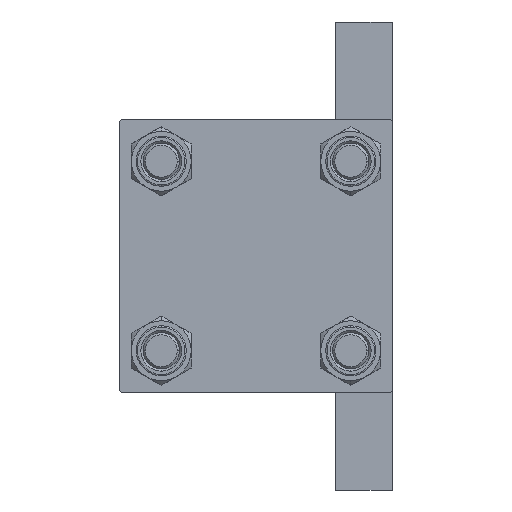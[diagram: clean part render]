
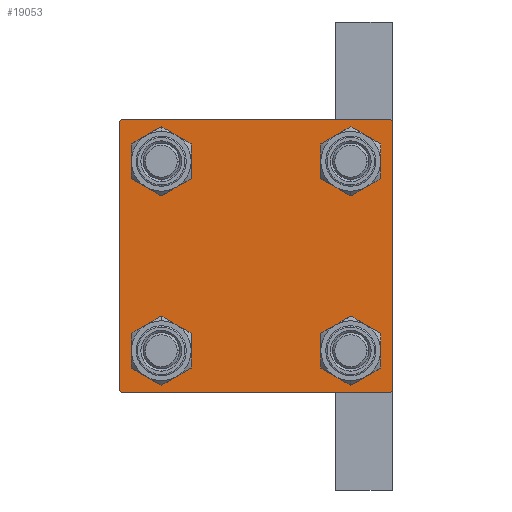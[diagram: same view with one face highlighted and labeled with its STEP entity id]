
A CAD part, left-side view. The second image highlights one B-rep face of the part: STEP entity #19053.
In plain terms, the highlighted planar face has unit normal (-1, 0, 0).
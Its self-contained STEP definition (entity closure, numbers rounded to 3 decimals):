
#279 = AXIS2_PLACEMENT_3D ( 'NONE', #29497, #6493, #2526 ) ;
#700 = DIRECTION ( 'NONE',  ( 0., -0.707, 0.707 ) ) ;
#1348 = CARTESIAN_POINT ( 'NONE',  ( 0., -30., 29.5 ) ) ;
#1866 = CIRCLE ( 'NONE', #279, 4.5 ) ;
#2526 = DIRECTION ( 'NONE',  ( 0., 0., 1. ) ) ;
#3183 = EDGE_CURVE ( 'NONE', #34318, #36029, #28523, .T. ) ;
#3207 = DIRECTION ( 'NONE',  ( 0., 0., 1. ) ) ;
#3352 = VECTOR ( 'NONE', #41411, 1000. ) ;
#3623 = DIRECTION ( 'NONE',  ( 0., -0.707, -0.707 ) ) ;
#5168 = CARTESIAN_POINT ( 'NONE',  ( 0., 30., 29.5 ) ) ;
#5444 = AXIS2_PLACEMENT_3D ( 'NONE', #21257, #9626, #36344 ) ;
#6073 = EDGE_CURVE ( 'NONE', #42461, #15705, #21988, .T. ) ;
#6165 = VERTEX_POINT ( 'NONE', #17267 ) ;
#6493 = DIRECTION ( 'NONE',  ( 1., 0., 0. ) ) ;
#6681 = DIRECTION ( 'NONE',  ( 0., 0.707, 0.707 ) ) ;
#7442 = DIRECTION ( 'NONE',  ( 1., 0., 0. ) ) ;
#7512 = CARTESIAN_POINT ( 'NONE',  ( 0., 20.85, 16.35 ) ) ;
#7750 = LINE ( 'NONE', #11708, #3352 ) ;
#8113 = ORIENTED_EDGE ( 'NONE', *, *, #44525, .T. ) ;
#8160 = ORIENTED_EDGE ( 'NONE', *, *, #24135, .F. ) ;
#8204 = EDGE_CURVE ( 'NONE', #9287, #9439, #42593, .T. ) ;
#8873 = ORIENTED_EDGE ( 'NONE', *, *, #23613, .T. ) ;
#8905 = CARTESIAN_POINT ( 'NONE',  ( 0., -29.5, -30. ) ) ;
#9287 = VERTEX_POINT ( 'NONE', #15785 ) ;
#9439 = VERTEX_POINT ( 'NONE', #19927 ) ;
#9626 = DIRECTION ( 'NONE',  ( 1., 0., 0. ) ) ;
#9696 = VERTEX_POINT ( 'NONE', #8905 ) ;
#9775 = VECTOR ( 'NONE', #44331, 1000. ) ;
#10281 = AXIS2_PLACEMENT_3D ( 'NONE', #13810, #28899, #43980 ) ;
#10595 = EDGE_LOOP ( 'NONE', ( #46441, #22284, #37851, #8873, #30521, #33963, #8160, #8113 ) ) ;
#10797 = CIRCLE ( 'NONE', #28159, 4.5 ) ;
#10812 = LINE ( 'NONE', #37281, #23820 ) ;
#11555 = CARTESIAN_POINT ( 'NONE',  ( 0., -29.5, 30. ) ) ;
#11708 = CARTESIAN_POINT ( 'NONE',  ( 0., 30., 30. ) ) ;
#12311 = LINE ( 'NONE', #26439, #38073 ) ;
#12623 = AXIS2_PLACEMENT_3D ( 'NONE', #48703, #14811, #45241 ) ;
#12851 = ORIENTED_EDGE ( 'NONE', *, *, #8204, .T. ) ;
#12940 = CARTESIAN_POINT ( 'NONE',  ( 0., -30., 30. ) ) ;
#13664 = LINE ( 'NONE', #25042, #9775 ) ;
#13810 = CARTESIAN_POINT ( 'NONE',  ( 0., 0., 0. ) ) ;
#14338 = CARTESIAN_POINT ( 'NONE',  ( 0., -29.75, 29.75 ) ) ;
#14811 = DIRECTION ( 'NONE',  ( 1., 0., 0. ) ) ;
#15476 = ORIENTED_EDGE ( 'NONE', *, *, #25157, .T. ) ;
#15705 = VERTEX_POINT ( 'NONE', #21665 ) ;
#15785 = CARTESIAN_POINT ( 'NONE',  ( 0., -20.85, -25.35 ) ) ;
#15891 = CARTESIAN_POINT ( 'NONE',  ( 0., 30., -29.5 ) ) ;
#16220 = CARTESIAN_POINT ( 'NONE',  ( 0., -20.85, 20.85 ) ) ;
#16478 = VECTOR ( 'NONE', #44103, 1000. ) ;
#16562 = VERTEX_POINT ( 'NONE', #11555 ) ;
#17187 = DIRECTION ( 'NONE',  ( 1., 0., 0. ) ) ;
#17267 = CARTESIAN_POINT ( 'NONE',  ( 0., -30., -29.5 ) ) ;
#17517 = FACE_BOUND ( 'NONE', #25187, .T. ) ;
#17555 = EDGE_CURVE ( 'NONE', #35808, #6165, #24557, .T. ) ;
#18209 = VECTOR ( 'NONE', #20052, 1000. ) ;
#19053 = ADVANCED_FACE ( 'NONE', ( #17517, #32614, #25434, #47701, #29142 ), #44228, .T. ) ;
#19800 = LINE ( 'NONE', #27220, #18209 ) ;
#19927 = CARTESIAN_POINT ( 'NONE',  ( 0., -20.85, -16.35 ) ) ;
#19990 = CIRCLE ( 'NONE', #31829, 4.5 ) ;
#20052 = DIRECTION ( 'NONE',  ( 0., 0.707, -0.707 ) ) ;
#20405 = CARTESIAN_POINT ( 'NONE',  ( 0., -20.85, 16.35 ) ) ;
#20711 = AXIS2_PLACEMENT_3D ( 'NONE', #16220, #17187, #47366 ) ;
#21257 = CARTESIAN_POINT ( 'NONE',  ( 0., -20.85, -20.85 ) ) ;
#21665 = CARTESIAN_POINT ( 'NONE',  ( 0., 20.85, 25.35 ) ) ;
#21811 = EDGE_LOOP ( 'NONE', ( #15476, #12851 ) ) ;
#21988 = CIRCLE ( 'NONE', #28291, 4.5 ) ;
#22020 = CARTESIAN_POINT ( 'NONE',  ( 0., 20.85, 20.85 ) ) ;
#22284 = ORIENTED_EDGE ( 'NONE', *, *, #46916, .T. ) ;
#23078 = ORIENTED_EDGE ( 'NONE', *, *, #6073, .T. ) ;
#23613 = EDGE_CURVE ( 'NONE', #9696, #6165, #12311, .T. ) ;
#23820 = VECTOR ( 'NONE', #3623, 1000. ) ;
#24135 = EDGE_CURVE ( 'NONE', #26590, #16562, #7750, .T. ) ;
#24140 = CIRCLE ( 'NONE', #46250, 4.5 ) ;
#24316 = DIRECTION ( 'NONE',  ( 0., 0., -1. ) ) ;
#24557 = LINE ( 'NONE', #12940, #47387 ) ;
#25042 = CARTESIAN_POINT ( 'NONE',  ( 0., 30., -30. ) ) ;
#25157 = EDGE_CURVE ( 'NONE', #9439, #9287, #19990, .T. ) ;
#25187 = EDGE_LOOP ( 'NONE', ( #31112, #33551 ) ) ;
#25434 = FACE_BOUND ( 'NONE', #32216, .T. ) ;
#26234 = CARTESIAN_POINT ( 'NONE',  ( 0., 20.85, -20.85 ) ) ;
#26439 = CARTESIAN_POINT ( 'NONE',  ( 0., -29.75, -29.75 ) ) ;
#26590 = VERTEX_POINT ( 'NONE', #35495 ) ;
#26807 = DIRECTION ( 'NONE',  ( 1., 0., 0. ) ) ;
#27220 = CARTESIAN_POINT ( 'NONE',  ( 0., 29.75, 29.75 ) ) ;
#28159 = AXIS2_PLACEMENT_3D ( 'NONE', #29994, #34196, #41367 ) ;
#28291 = AXIS2_PLACEMENT_3D ( 'NONE', #22020, #37103, #3207 ) ;
#28523 = LINE ( 'NONE', #28778, #16478 ) ;
#28778 = CARTESIAN_POINT ( 'NONE',  ( 0., 30., 30. ) ) ;
#28899 = DIRECTION ( 'NONE',  ( -1., 0., 0. ) ) ;
#29142 = FACE_OUTER_BOUND ( 'NONE', #10595, .T. ) ;
#29497 = CARTESIAN_POINT ( 'NONE',  ( 0., -20.85, 20.85 ) ) ;
#29994 = CARTESIAN_POINT ( 'NONE',  ( 0., 20.85, -20.85 ) ) ;
#30389 = VERTEX_POINT ( 'NONE', #20405 ) ;
#30521 = ORIENTED_EDGE ( 'NONE', *, *, #17555, .F. ) ;
#30737 = EDGE_CURVE ( 'NONE', #33359, #9696, #13664, .T. ) ;
#30784 = EDGE_CURVE ( 'NONE', #30389, #31188, #1866, .T. ) ;
#31112 = ORIENTED_EDGE ( 'NONE', *, *, #47711, .T. ) ;
#31188 = VERTEX_POINT ( 'NONE', #37431 ) ;
#31829 = AXIS2_PLACEMENT_3D ( 'NONE', #37950, #26807, #33752 ) ;
#32216 = EDGE_LOOP ( 'NONE', ( #34616, #36095 ) ) ;
#32583 = CIRCLE ( 'NONE', #20711, 4.5 ) ;
#32614 = FACE_BOUND ( 'NONE', #21811, .T. ) ;
#33189 = CIRCLE ( 'NONE', #12623, 4.5 ) ;
#33359 = VERTEX_POINT ( 'NONE', #45477 ) ;
#33551 = ORIENTED_EDGE ( 'NONE', *, *, #30784, .T. ) ;
#33752 = DIRECTION ( 'NONE',  ( 0., 0., 1. ) ) ;
#33963 = ORIENTED_EDGE ( 'NONE', *, *, #45588, .T. ) ;
#34196 = DIRECTION ( 'NONE',  ( 1., 0., 0. ) ) ;
#34318 = VERTEX_POINT ( 'NONE', #5168 ) ;
#34616 = ORIENTED_EDGE ( 'NONE', *, *, #38223, .T. ) ;
#35461 = EDGE_CURVE ( 'NONE', #39299, #46259, #24140, .T. ) ;
#35495 = CARTESIAN_POINT ( 'NONE',  ( 0., 29.5, 30. ) ) ;
#35808 = VERTEX_POINT ( 'NONE', #1348 ) ;
#36029 = VERTEX_POINT ( 'NONE', #15891 ) ;
#36095 = ORIENTED_EDGE ( 'NONE', *, *, #35461, .T. ) ;
#36344 = DIRECTION ( 'NONE',  ( 0., 0., 1. ) ) ;
#36399 = DIRECTION ( 'NONE',  ( 0., 0., 1. ) ) ;
#37103 = DIRECTION ( 'NONE',  ( 1., 0., 0. ) ) ;
#37281 = CARTESIAN_POINT ( 'NONE',  ( 0., 29.75, -29.75 ) ) ;
#37431 = CARTESIAN_POINT ( 'NONE',  ( 0., -20.85, 25.35 ) ) ;
#37851 = ORIENTED_EDGE ( 'NONE', *, *, #30737, .T. ) ;
#37950 = CARTESIAN_POINT ( 'NONE',  ( 0., -20.85, -20.85 ) ) ;
#38073 = VECTOR ( 'NONE', #700, 1000. ) ;
#38223 = EDGE_CURVE ( 'NONE', #46259, #39299, #10797, .T. ) ;
#39299 = VERTEX_POINT ( 'NONE', #42493 ) ;
#41367 = DIRECTION ( 'NONE',  ( 0., 0., 1. ) ) ;
#41411 = DIRECTION ( 'NONE',  ( 0., -1., 0. ) ) ;
#41936 = VECTOR ( 'NONE', #6681, 1000. ) ;
#42461 = VERTEX_POINT ( 'NONE', #7512 ) ;
#42493 = CARTESIAN_POINT ( 'NONE',  ( 0., 20.85, -25.35 ) ) ;
#42593 = CIRCLE ( 'NONE', #5444, 4.5 ) ;
#42989 = EDGE_CURVE ( 'NONE', #15705, #42461, #33189, .T. ) ;
#43491 = EDGE_LOOP ( 'NONE', ( #47453, #23078 ) ) ;
#43980 = DIRECTION ( 'NONE',  ( 0., 0., 1. ) ) ;
#44103 = DIRECTION ( 'NONE',  ( 0., 0., -1. ) ) ;
#44228 = PLANE ( 'NONE',  #10281 ) ;
#44331 = DIRECTION ( 'NONE',  ( 0., -1., 0. ) ) ;
#44525 = EDGE_CURVE ( 'NONE', #26590, #34318, #19800, .T. ) ;
#45241 = DIRECTION ( 'NONE',  ( 0., 0., 1. ) ) ;
#45477 = CARTESIAN_POINT ( 'NONE',  ( 0., 29.5, -30. ) ) ;
#45551 = CARTESIAN_POINT ( 'NONE',  ( 0., 20.85, -16.35 ) ) ;
#45588 = EDGE_CURVE ( 'NONE', #35808, #16562, #48226, .T. ) ;
#46250 = AXIS2_PLACEMENT_3D ( 'NONE', #26234, #7442, #36399 ) ;
#46259 = VERTEX_POINT ( 'NONE', #45551 ) ;
#46441 = ORIENTED_EDGE ( 'NONE', *, *, #3183, .T. ) ;
#46916 = EDGE_CURVE ( 'NONE', #36029, #33359, #10812, .T. ) ;
#47366 = DIRECTION ( 'NONE',  ( 0., 0., 1. ) ) ;
#47387 = VECTOR ( 'NONE', #24316, 1000. ) ;
#47453 = ORIENTED_EDGE ( 'NONE', *, *, #42989, .T. ) ;
#47701 = FACE_BOUND ( 'NONE', #43491, .T. ) ;
#47711 = EDGE_CURVE ( 'NONE', #31188, #30389, #32583, .T. ) ;
#48226 = LINE ( 'NONE', #14338, #41936 ) ;
#48703 = CARTESIAN_POINT ( 'NONE',  ( 0., 20.85, 20.85 ) ) ;
